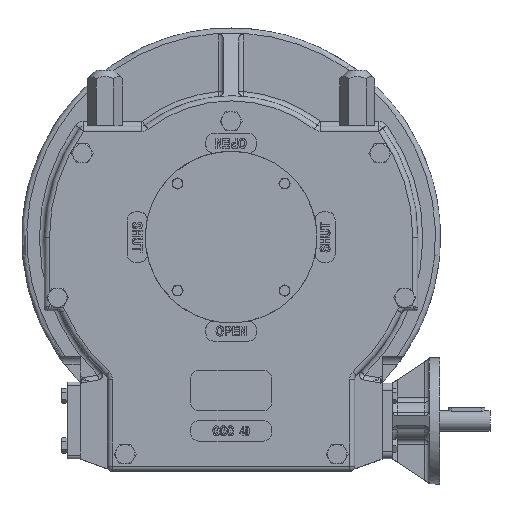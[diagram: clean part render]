
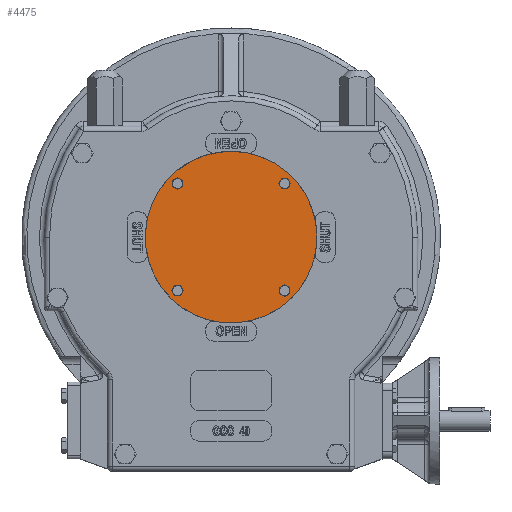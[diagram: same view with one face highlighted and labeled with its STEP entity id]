
A CAD part, top view. The second image highlights one B-rep face of the part: STEP entity #4475.
In plain terms, the highlighted planar face has unit normal (0, 0, 1).
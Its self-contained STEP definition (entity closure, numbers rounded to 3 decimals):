
#4475 = ADVANCED_FACE( '', ( #9331, #9332, #9333, #9334, #9335 ), #9336, .F. );
#9331 = FACE_BOUND( '', #17161, .T. );
#9332 = FACE_BOUND( '', #17162, .T. );
#9333 = FACE_BOUND( '', #17163, .T. );
#9334 = FACE_BOUND( '', #17164, .T. );
#9335 = FACE_OUTER_BOUND( '', #17165, .T. );
#9336 = PLANE( '', #17166 );
#17161 = EDGE_LOOP( '', ( #31714 ) );
#17162 = EDGE_LOOP( '', ( #31715 ) );
#17163 = EDGE_LOOP( '', ( #31716 ) );
#17164 = EDGE_LOOP( '', ( #31717 ) );
#17165 = EDGE_LOOP( '', ( #31718 ) );
#17166 = AXIS2_PLACEMENT_3D( '', #31719, #31720, #31721 );
#31714 = ORIENTED_EDGE( '', *, *, #37004, .T. );
#31715 = ORIENTED_EDGE( '', *, *, #37773, .T. );
#31716 = ORIENTED_EDGE( '', *, *, #38394, .T. );
#31717 = ORIENTED_EDGE( '', *, *, #38470, .T. );
#31718 = ORIENTED_EDGE( '', *, *, #36360, .F. );
#31719 = CARTESIAN_POINT( '', ( 0., 0., 126.92 ) );
#31720 = DIRECTION( '', ( 0., 0., -1. ) );
#31721 = DIRECTION( '', ( -1., 0., 0. ) );
#36360 = EDGE_CURVE( '', #43882, #43882, #43883, .T. );
#37004 = EDGE_CURVE( '', #44782, #44782, #44783, .T. );
#37773 = EDGE_CURVE( '', #45747, #45747, #45748, .T. );
#38394 = EDGE_CURVE( '', #46469, #46469, #46470, .T. );
#38470 = EDGE_CURVE( '', #46550, #46550, #46551, .T. );
#43882 = VERTEX_POINT( '', #58074 );
#43883 = CIRCLE( '', #58075, 85. );
#44782 = VERTEX_POINT( '', #60034 );
#44783 = CIRCLE( '', #60035, 5. );
#45747 = VERTEX_POINT( '', #62276 );
#45748 = CIRCLE( '', #62277, 5. );
#46469 = VERTEX_POINT( '', #63938 );
#46470 = CIRCLE( '', #63939, 5. );
#46550 = VERTEX_POINT( '', #64069 );
#46551 = CIRCLE( '', #64070, 5. );
#58074 = CARTESIAN_POINT( '', ( 85., 0., 126.92 ) );
#58075 = AXIS2_PLACEMENT_3D( '', #68178, #68179, #68180 );
#60034 = CARTESIAN_POINT( '', ( -58.033, 53.033, 126.92 ) );
#60035 = AXIS2_PLACEMENT_3D( '', #68903, #68904, #68905 );
#62276 = CARTESIAN_POINT( '', ( 48.033, -53.033, 126.92 ) );
#62277 = AXIS2_PLACEMENT_3D( '', #69590, #69591, #69592 );
#63938 = CARTESIAN_POINT( '', ( 48.033, 53.033, 126.92 ) );
#63939 = AXIS2_PLACEMENT_3D( '', #70161, #70162, #70163 );
#64069 = CARTESIAN_POINT( '', ( -58.033, -53.033, 126.92 ) );
#64070 = AXIS2_PLACEMENT_3D( '', #70223, #70224, #70225 );
#68178 = CARTESIAN_POINT( '', ( 0., 0., 126.92 ) );
#68179 = DIRECTION( '', ( 0., 0., -1. ) );
#68180 = DIRECTION( '', ( 1., 0., 0. ) );
#68903 = CARTESIAN_POINT( '', ( -53.033, 53.033, 126.92 ) );
#68904 = DIRECTION( '', ( 0., 0., -1. ) );
#68905 = DIRECTION( '', ( -1., 0., 0. ) );
#69590 = CARTESIAN_POINT( '', ( 53.033, -53.033, 126.92 ) );
#69591 = DIRECTION( '', ( 0., 0., -1. ) );
#69592 = DIRECTION( '', ( -1., 0., 0. ) );
#70161 = CARTESIAN_POINT( '', ( 53.033, 53.033, 126.92 ) );
#70162 = DIRECTION( '', ( 0., 0., -1. ) );
#70163 = DIRECTION( '', ( -1., 0., 0. ) );
#70223 = CARTESIAN_POINT( '', ( -53.033, -53.033, 126.92 ) );
#70224 = DIRECTION( '', ( 0., 0., -1. ) );
#70225 = DIRECTION( '', ( -1., 0., 0. ) );
